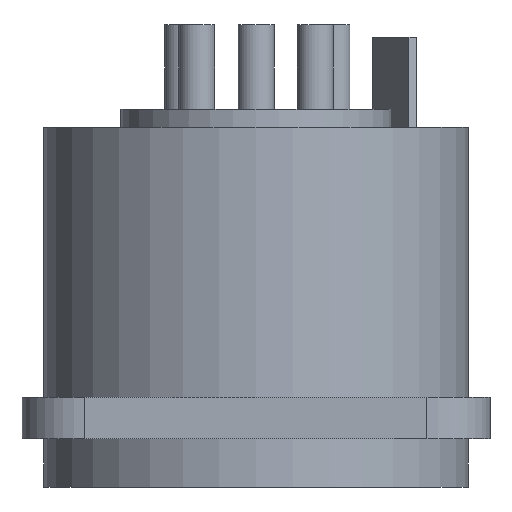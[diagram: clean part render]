
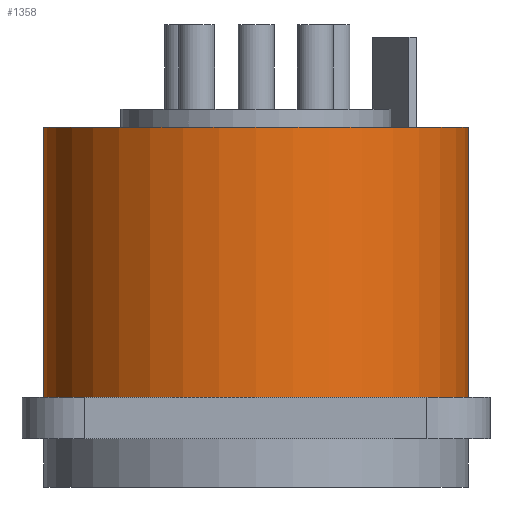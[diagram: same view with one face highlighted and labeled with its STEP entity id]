
A CAD part, front view. The second image highlights one B-rep face of the part: STEP entity #1358.
In plain terms, the highlighted cylindrical face has radius 11.8 mm (diameter 23.6 mm), a partial arc.
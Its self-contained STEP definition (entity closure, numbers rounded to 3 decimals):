
#161=CARTESIAN_POINT('',(0.,0.,2.3));
#162=DIRECTION('',(0.,0.,-1.));
#163=DIRECTION('',(1.,0.,0.));
#164=AXIS2_PLACEMENT_3D('',#161,#162,#163);
#222=DIRECTION('',(0.,0.,-1.));
#223=VECTOR('',#222,15.);
#224=CARTESIAN_POINT('',(-11.8,0.,17.3));
#225=LINE('',#224,#223);
#230=DIRECTION('',(0.,0.,-1.));
#231=VECTOR('',#230,15.);
#232=CARTESIAN_POINT('',(11.8,0.,17.3));
#233=LINE('',#232,#231);
#417=CARTESIAN_POINT('',(0.,0.,17.3));
#418=DIRECTION('',(0.,0.,-1.));
#419=DIRECTION('',(1.,0.,0.));
#420=AXIS2_PLACEMENT_3D('',#417,#418,#419);
#819=CARTESIAN_POINT('',(-11.8,0.,17.3));
#820=CARTESIAN_POINT('',(11.8,0.,17.3));
#821=VERTEX_POINT('',#819);
#822=VERTEX_POINT('',#820);
#831=CARTESIAN_POINT('',(-11.8,0.,2.3));
#832=VERTEX_POINT('',#831);
#833=CARTESIAN_POINT('',(11.8,0.,2.3));
#834=VERTEX_POINT('',#833);
#1346=CARTESIAN_POINT('',(0.,0.,17.3));
#1347=DIRECTION('',(0.,0.,-1.));
#1348=DIRECTION('',(-1.,0.,0.));
#1349=AXIS2_PLACEMENT_3D('',#1346,#1347,#1348);
#1350=CYLINDRICAL_SURFACE('',#1349,11.8);
#1351=ORIENTED_EDGE('',*,*,#1323,.F.);
#1353=ORIENTED_EDGE('',*,*,#1352,.F.);
#1354=ORIENTED_EDGE('',*,*,#1326,.T.);
#1355=ORIENTED_EDGE('',*,*,#1190,.T.);
#1356=EDGE_LOOP('',(#1351,#1353,#1354,#1355));
#1357=FACE_OUTER_BOUND('',#1356,.F.);
#1358=ADVANCED_FACE('',(#1357),#1350,.T.);
#165=CIRCLE('',#164,11.8);
#421=CIRCLE('',#420,11.8);
#1190=EDGE_CURVE('',#834,#832,#165,.T.);
#1323=EDGE_CURVE('',#821,#832,#225,.T.);
#1326=EDGE_CURVE('',#822,#834,#233,.T.);
#1352=EDGE_CURVE('',#822,#821,#421,.T.);
